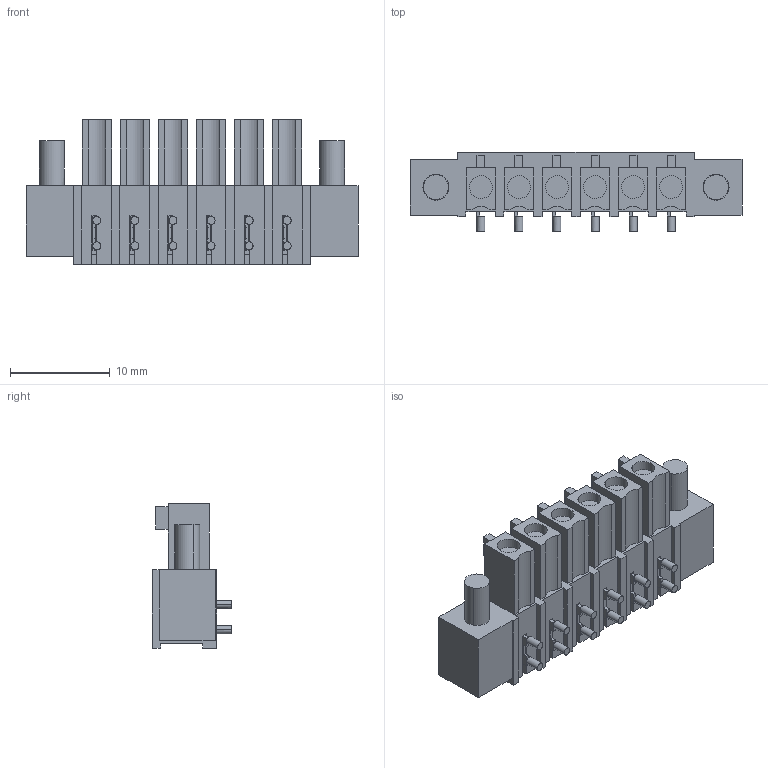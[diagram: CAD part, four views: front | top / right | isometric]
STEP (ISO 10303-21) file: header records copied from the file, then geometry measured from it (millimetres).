
FILE_DESCRIPTION(('CATIA V5 STEP Exchange'),'2;1');
FILE_NAME ('D1460886_0_1975740000_1975740000.stp','2016-11-26T10:06:53+00:00',('none'),('Weidmueller'),'CATIA Version 5-6 Release 2014','CATIA V5 STEP AP203','none');
FILE_SCHEMA(('CONFIG_CONTROL_DESIGN'));
Length unit declared in the file: millimetre
Products named in the file (1): 1975740000_S
Bounding box: 33.25 x 7.95 x 14.5 mm (x, y, z)
Volume: 1821.5 mm3; surface area: 2280.8 mm2
Topology: 9 solids, 9 shells, 404 faces, 1037 edges, 685 vertices
Faces by surface type: plane 334, cylinder 70
Entity records: 11481 total; most frequent: CARTESIAN_POINT 2174, ORIENTED_EDGE 2074, DIRECTION 1561, EDGE_CURVE 1037, VECTOR 865, LINE 865, VERTEX_POINT 685, EDGE_LOOP 442
